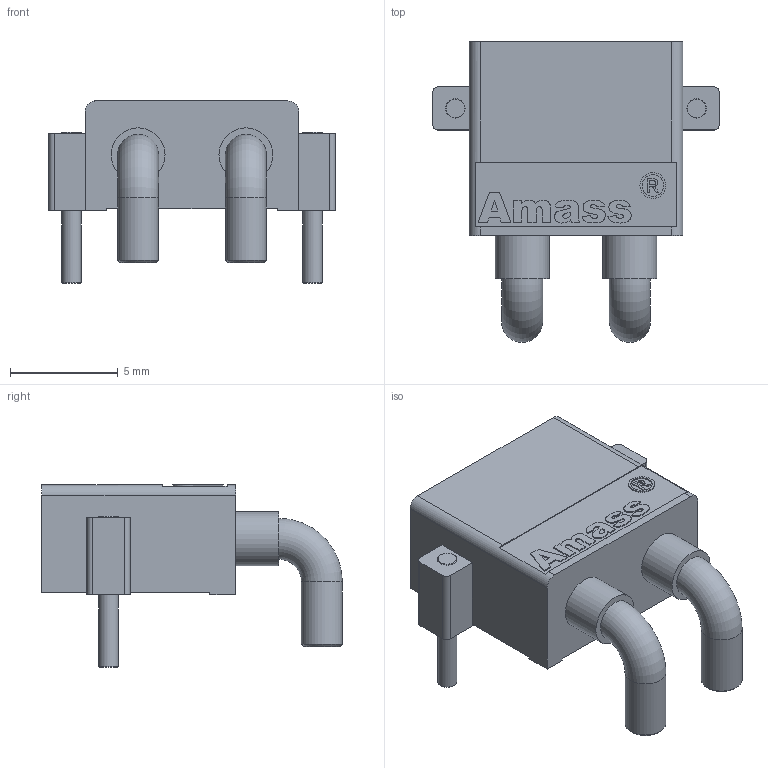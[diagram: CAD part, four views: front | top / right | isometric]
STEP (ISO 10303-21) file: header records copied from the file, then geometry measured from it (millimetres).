
FILE_DESCRIPTION(('FreeCAD Model'),'2;1');
FILE_NAME('Amass_XT30PW-M_pcb solder.step','2021-10-05T21:49:37',( 'kicad StepUp'),('ksu MCAD'),'Open CASCADE STEP processor 7.3', 'FreeCAD','Unknown');
FILE_SCHEMA(('AUTOMOTIVE_DESIGN { 1 0 10303 214 1 1 1 1 }'));
Length unit declared in the file: millimetre
Products named in the file (1): Amass_XT30PW-M_pcb_solder
Bounding box: 13.3 x 13.95 x 8.45 mm (x, y, z)
Volume: 310.9 mm3; surface area: 869.9 mm2
Topology: 1 solids, 1 shells, 274 faces, 693 edges, 462 vertices
Faces by surface type: plane 186, bspline 40, cylinder 32, revolution 8, cone 6, torus 2
Full cylindrical faces by diameter (mm): 0.9 x4, 1.9 x2, 2.5 x2
Entity records: 25597 total; most frequent: CARTESIAN_POINT 11154, DIRECTION 1784, ORIENTED_EDGE 1386, PCURVE 1386, DEFINITIONAL_REPRESENTATION 1386, LINE 1079, VECTOR 1079, B_SPLINE_CURVE_WITH_KNOTS 844
